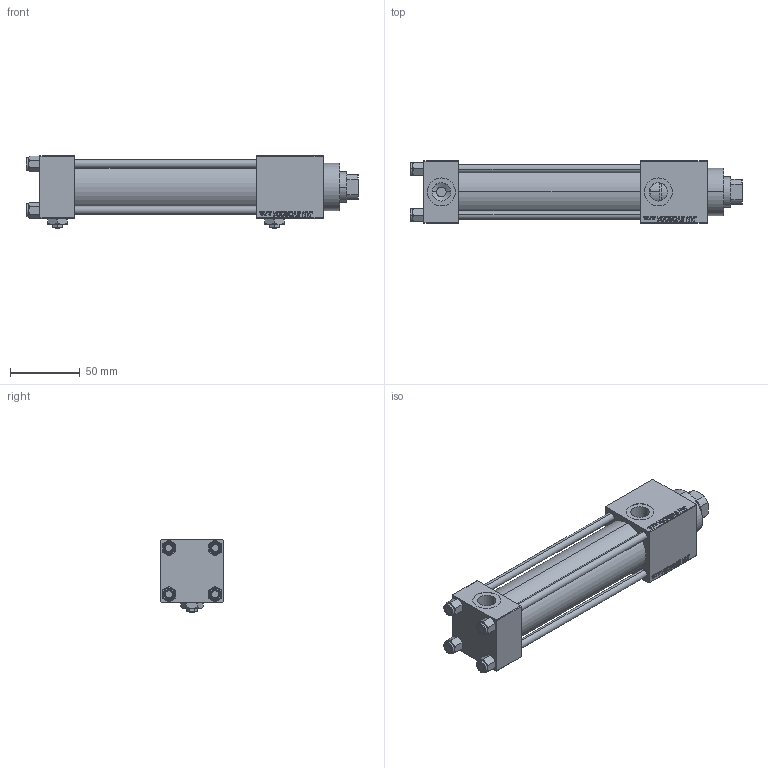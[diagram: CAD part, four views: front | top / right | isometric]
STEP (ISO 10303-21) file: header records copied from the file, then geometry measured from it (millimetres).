
FILE_DESCRIPTION (( 'STEP AP203' ), '1' );
FILE_NAME ('01f2.STEP', '2022-09-13T22:54:31', ( '' ), ( '' ), 'SwSTEP 2.0', 'SolidWorks 2019', '' );
FILE_SCHEMA (( 'CONFIG_CONTROL_DESIGN' ));
Length unit declared in the file: millimetre
Products named in the file (9): V215CR_VCP_C 21009b1fdfcdb1b1ec0b0e7e872a55ef; NUT_M5_C 21009b1fdfcdb1b1ec0b0e7e872a55ef; V215_VC_A 21009b1fdfcdb1b1ec0b0e7e872a55ef; FEMALE_PART_FOR_DFA 21009b1fdfcdb1b1ec0b0e7e872a55ef; 01f2; DFA 21009b1fdfcdb1b1ec0b0e7e872a55ef; V215CR_C_Body 21009b1fdfcdb1b1ec0b0e7e872a55ef; V215CR_C_TYCINKA 21009b1fdfcdb1b1ec0b0e7e872a55ef; Zatka_pro_OIL_PORT 21009b1fdfcdb1b1ec0b0e7e872a55ef
Assembly tree (15 placements, depth 3):
  01f2
    V215CR_C_Body 21009b1fdfcdb1b1ec0b0e7e872a55ef
    V215CR_VCP_C 21009b1fdfcdb1b1ec0b0e7e872a55ef
    NUT_M5_C 21009b1fdfcdb1b1ec0b0e7e872a55ef  x4
    V215CR_C_TYCINKA 21009b1fdfcdb1b1ec0b0e7e872a55ef  x4
    V215_VC_A 21009b1fdfcdb1b1ec0b0e7e872a55ef
    DFA 21009b1fdfcdb1b1ec0b0e7e872a55ef
      FEMALE_PART_FOR_DFA 21009b1fdfcdb1b1ec0b0e7e872a55ef
    Zatka_pro_OIL_PORT 21009b1fdfcdb1b1ec0b0e7e872a55ef  x2
Bounding box: 238 x 45 x 52 mm (x, y, z)
Volume: 283798.7 mm3; surface area: 106988 mm2
Topology: 14 solids, 14 shells, 1287 faces, 3194 edges, 2057 vertices
Faces by surface type: plane 586, bspline 392, cone 190, cylinder 111, torus 8
Entity records: 53514 total; most frequent: CARTESIAN_POINT 27921, ORIENTED_EDGE 5688, DIRECTION 3748, EDGE_CURVE 2844, VERTEX_POINT 1855, VECTOR 1682, LINE 1682, EDGE_LOOP 1261
